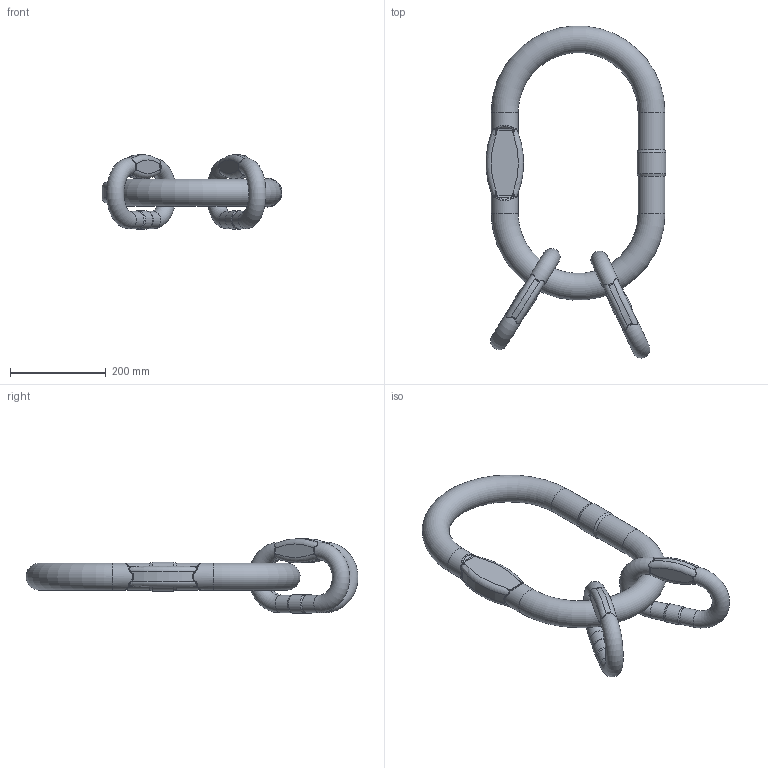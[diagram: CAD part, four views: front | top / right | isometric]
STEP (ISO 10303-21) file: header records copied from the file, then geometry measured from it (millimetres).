
FILE_DESCRIPTION(/* description */ (''),/* implementation_level */ '2;1');
FILE_NAME(/* name */ 'VSAW 2-26_4-22.stp',/* time_stamp */ '2017-11-20T09:05:27+01:00',/* author */ (''),/* organization */ (''),/* preprocessor_version */ 'ST-DEVELOPER v16',/* originating_system */ 'SIEMENS PLM Software NX 11.0',/* authorisation */ '');
FILE_SCHEMA (('AUTOMOTIVE_DESIGN { 1 0 10303 214 3 1 1 1 }'));
Length unit declared in the file: millimetre
Products named in the file (1): zer04581681pftt
Bounding box: 375.2 x 692.08 x 155.55 mm (x, y, z)
Volume: 4652601 mm3; surface area: 375707.1 mm2
Topology: 3 solids, 3 shells, 135 faces, 367 edges, 224 vertices
Faces by surface type: cylinder 53, bspline 40, torus 18, plane 18, cone 6
Full cylindrical faces by diameter (mm): 36 x4, 38.7 x2, 56 x4, 60.2 x1
Entity records: 5432 total; most frequent: CARTESIAN_POINT 2632, ORIENTED_EDGE 648, DIRECTION 448, EDGE_CURVE 324, VERTEX_POINT 212, AXIS2_PLACEMENT_3D 204, B_SPLINE_CURVE_WITH_KNOTS 176, EDGE_LOOP 158
